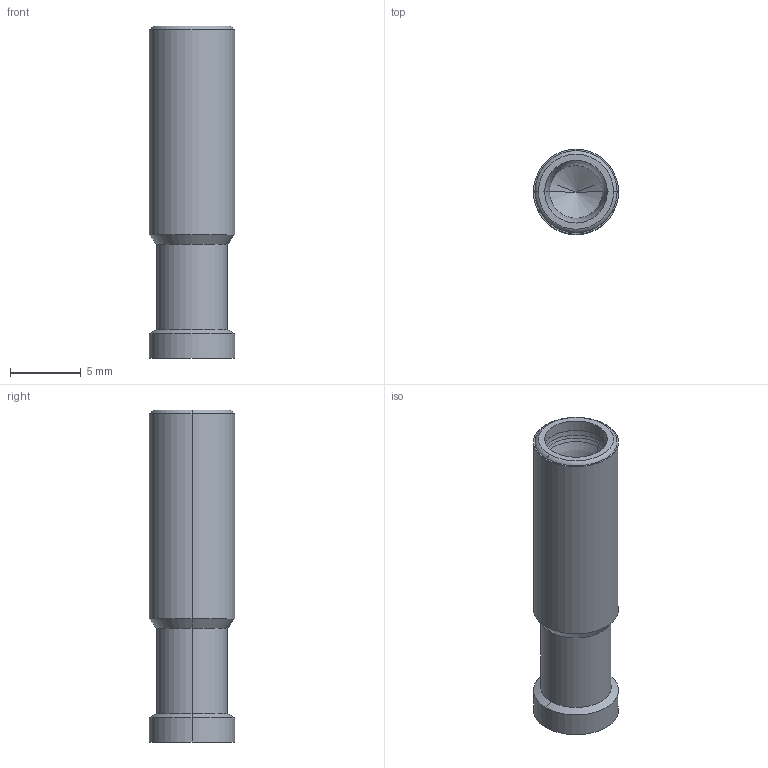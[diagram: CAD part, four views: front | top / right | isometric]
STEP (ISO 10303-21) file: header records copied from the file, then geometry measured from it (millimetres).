
FILE_DESCRIPTION((''),'2;1');
FILE_NAME('CCGFH6','2017-05-05T',('tl.yang'),(''),'PRO/ENGINEER BY PARAMETRIC TECHNOLOGY CORPORATION, 2011500','PRO/ENGINEER BY PARAMETRIC TECHNOLOGY CORPORATION, 2011500','');
FILE_SCHEMA(('CONFIG_CONTROL_DESIGN'));
Length unit declared in the file: millimetre
Products named in the file (1): CCGFH6
Bounding box: 6 x 6 x 23.4 mm (x, y, z)
Volume: 342.3 mm3; surface area: 742.4 mm2
Topology: 1 solids, 1 shells, 46 faces, 98 edges, 52 vertices
Faces by surface type: cylinder 14, cone 12, revolution 8, plane 4, torus 4, bspline 4
Entity records: 1456 total; most frequent: CARTESIAN_POINT 450, DIRECTION 212, ORIENTED_EDGE 188, EDGE_CURVE 94, AXIS2_PLACEMENT_3D 88, CIRCLE 54, VERTEX_POINT 52, EDGE_LOOP 50
